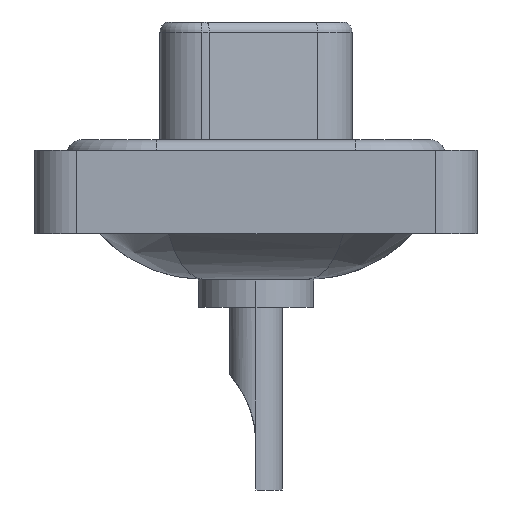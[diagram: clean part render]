
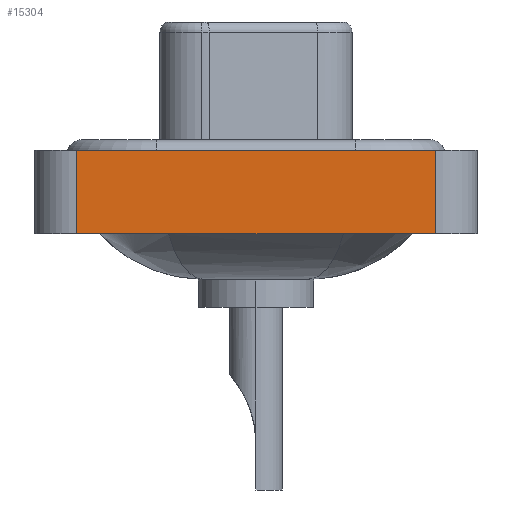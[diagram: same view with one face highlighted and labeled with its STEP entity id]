
A CAD part, left-side view. The second image highlights one B-rep face of the part: STEP entity #15304.
In plain terms, the highlighted planar face has unit normal (-1, 0, 0).
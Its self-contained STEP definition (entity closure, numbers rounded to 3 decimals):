
#57 = VERTEX_POINT ( 'NONE', #4689 ) ;
#118 = DIRECTION ( 'NONE',  ( -1., 0., 0. ) ) ;
#516 = DIRECTION ( 'NONE',  ( 0., -1., 0. ) ) ;
#654 = VECTOR ( 'NONE', #14284, 1000. ) ;
#1071 = CARTESIAN_POINT ( 'NONE',  ( -7.3, -8.55, -3.6 ) ) ;
#1107 = LINE ( 'NONE', #16800, #654 ) ;
#1395 = ORIENTED_EDGE ( 'NONE', *, *, #6865, .F. ) ;
#2070 = VECTOR ( 'NONE', #15456, 1000. ) ;
#4031 = DIRECTION ( 'NONE',  ( 0., 0., 1. ) ) ;
#4139 = EDGE_LOOP ( 'NONE', ( #4627, #1395, #11003, #15429 ) ) ;
#4627 = ORIENTED_EDGE ( 'NONE', *, *, #6994, .T. ) ;
#4689 = CARTESIAN_POINT ( 'NONE',  ( -7.3, -8.55, 0.4 ) ) ;
#4754 = EDGE_CURVE ( 'NONE', #9521, #16827, #9978, .T. ) ;
#5422 = DIRECTION ( 'NONE',  ( 0., 0., 1. ) ) ;
#6012 = LINE ( 'NONE', #11045, #6436 ) ;
#6436 = VECTOR ( 'NONE', #516, 1000. ) ;
#6865 = EDGE_CURVE ( 'NONE', #15362, #57, #6012, .T. ) ;
#6994 = EDGE_CURVE ( 'NONE', #16827, #57, #1107, .T. ) ;
#7611 = CARTESIAN_POINT ( 'NONE',  ( -7.3, -8.55, -3.6 ) ) ;
#7844 = AXIS2_PLACEMENT_3D ( 'NONE', #11907, #118, #5422 ) ;
#7997 = EDGE_CURVE ( 'NONE', #9521, #15362, #14468, .T. ) ;
#9274 = CARTESIAN_POINT ( 'NONE',  ( -7.3, 8.55, -3.6 ) ) ;
#9373 = CARTESIAN_POINT ( 'NONE',  ( -7.3, 8.55, 0.4 ) ) ;
#9521 = VERTEX_POINT ( 'NONE', #15448 ) ;
#9978 = LINE ( 'NONE', #7611, #2070 ) ;
#10626 = PLANE ( 'NONE',  #7844 ) ;
#11003 = ORIENTED_EDGE ( 'NONE', *, *, #7997, .F. ) ;
#11045 = CARTESIAN_POINT ( 'NONE',  ( -7.3, -8.55, 0.4 ) ) ;
#11651 = FACE_OUTER_BOUND ( 'NONE', #4139, .T. ) ;
#11907 = CARTESIAN_POINT ( 'NONE',  ( -7.3, -8.55, -3.6 ) ) ;
#12817 = VECTOR ( 'NONE', #4031, 1000. ) ;
#14284 = DIRECTION ( 'NONE',  ( 0., 0., 1. ) ) ;
#14468 = LINE ( 'NONE', #9274, #12817 ) ;
#15304 = ADVANCED_FACE ( 'NONE', ( #11651 ), #10626, .T. ) ;
#15362 = VERTEX_POINT ( 'NONE', #9373 ) ;
#15429 = ORIENTED_EDGE ( 'NONE', *, *, #4754, .T. ) ;
#15448 = CARTESIAN_POINT ( 'NONE',  ( -7.3, 8.55, -3.6 ) ) ;
#15456 = DIRECTION ( 'NONE',  ( 0., -1., 0. ) ) ;
#16800 = CARTESIAN_POINT ( 'NONE',  ( -7.3, -8.55, -3.6 ) ) ;
#16827 = VERTEX_POINT ( 'NONE', #1071 ) ;
